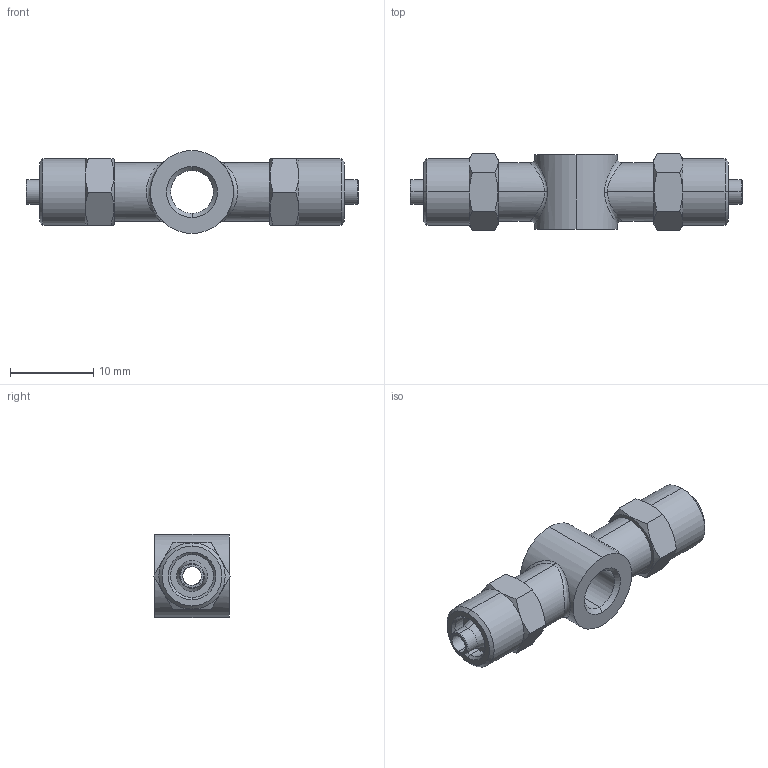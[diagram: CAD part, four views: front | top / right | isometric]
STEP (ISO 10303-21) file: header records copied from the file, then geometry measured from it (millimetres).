
FILE_DESCRIPTION (( 'STEP AP203' ), '1' );
FILE_NAME ('02140020.STEP', '2011-09-30T08:57:13', ( '' ), ( 'sopra-pneumatic' ), 'SwSTEP 2.0', 'SolidWorks 2011', '' );
FILE_SCHEMA (( 'CONFIG_CONTROL_DESIGN' ));
Length unit declared in the file: millimetre
Products named in the file (1): 02140020
Bounding box: 40 x 9.24 x 10 mm (x, y, z)
Volume: 1652.7 mm3; surface area: 1600.3 mm2
Topology: 1 solids, 1 shells, 86 faces, 192 edges, 116 vertices
Faces by surface type: cone 32, cylinder 24, plane 22, torus 4, bspline 4
Entity records: 3335 total; most frequent: CARTESIAN_POINT 1401, ORIENTED_EDGE 384, DIRECTION 382, EDGE_CURVE 192, AXIS2_PLACEMENT_3D 163, VERTEX_POINT 116, EDGE_LOOP 100, ADVANCED_FACE 86
